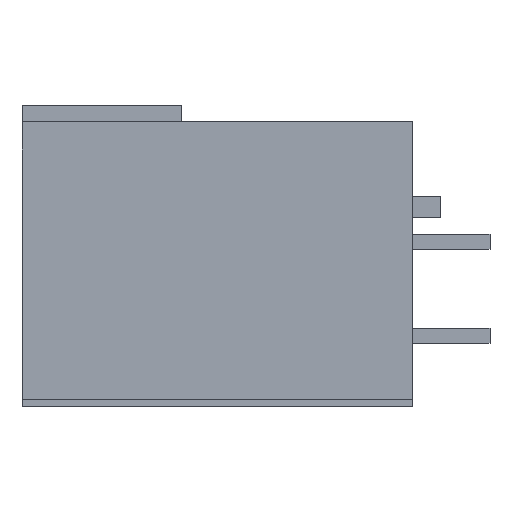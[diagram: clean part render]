
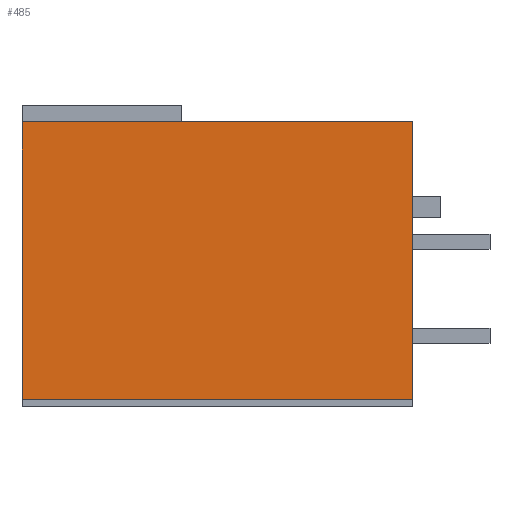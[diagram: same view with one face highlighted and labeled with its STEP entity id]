
A CAD part, left-side view. The second image highlights one B-rep face of the part: STEP entity #485.
In plain terms, the highlighted planar face has unit normal (-1, 0, 0).
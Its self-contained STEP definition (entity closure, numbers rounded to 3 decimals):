
#470 = VERTEX_POINT ( 'NONE', #2301 ) ;
#472 = EDGE_CURVE ( 'NONE', #470, #620, #2300, .T. ) ;
#485 = ADVANCED_FACE ( 'NONE', ( #2341 ), #2340, .F. ) ;
#486 = EDGE_LOOP ( 'NONE', ( #487, #714, #712, #715 ) ) ;
#487 = ORIENTED_EDGE ( 'NONE', *, *, #622, .T. ) ;
#620 = VERTEX_POINT ( 'NONE', #2608 ) ;
#622 = EDGE_CURVE ( 'NONE', #623, #620, #2607, .T. ) ;
#623 = VERTEX_POINT ( 'NONE', #2603 ) ;
#711 = EDGE_CURVE ( 'NONE', #713, #470, #2736, .T. ) ;
#712 = ORIENTED_EDGE ( 'NONE', *, *, #711, .F. ) ;
#713 = VERTEX_POINT ( 'NONE', #2732 ) ;
#714 = ORIENTED_EDGE ( 'NONE', *, *, #472, .F. ) ;
#715 = ORIENTED_EDGE ( 'NONE', *, *, #792, .T. ) ;
#792 = EDGE_CURVE ( 'NONE', #713, #623, #2874, .T. ) ;
#2297 = DIRECTION ( 'NONE',  ( 0., -1., 0. ) ) ;
#2298 = VECTOR ( 'NONE', #2297, 1000. ) ;
#2299 = CARTESIAN_POINT ( 'NONE',  ( -4.9, 16.6, 6.2 ) ) ;
#2300 = LINE ( 'NONE', #2299, #2298 ) ;
#2301 = CARTESIAN_POINT ( 'NONE',  ( -4.9, 16.6, 6.2 ) ) ;
#2336 = DIRECTION ( 'NONE',  ( 0., 0., -1. ) ) ;
#2337 = DIRECTION ( 'NONE',  ( 1., 0., 0. ) ) ;
#2338 = CARTESIAN_POINT ( 'NONE',  ( -4.9, 16.6, 6.2 ) ) ;
#2339 = AXIS2_PLACEMENT_3D ( 'NONE', #2338, #2337, #2336 ) ;
#2340 = PLANE ( 'NONE',  #2339 ) ;
#2341 = FACE_OUTER_BOUND ( 'NONE', #486, .T. ) ;
#2603 = CARTESIAN_POINT ( 'NONE',  ( -4.9, 0., -5.6 ) ) ;
#2604 = DIRECTION ( 'NONE',  ( 0., 0., 1. ) ) ;
#2605 = VECTOR ( 'NONE', #2604, 1000. ) ;
#2606 = CARTESIAN_POINT ( 'NONE',  ( -4.9, 0., 6.2 ) ) ;
#2607 = LINE ( 'NONE', #2606, #2605 ) ;
#2608 = CARTESIAN_POINT ( 'NONE',  ( -4.9, 0., 6.2 ) ) ;
#2732 = CARTESIAN_POINT ( 'NONE',  ( -4.9, 16.6, -5.6 ) ) ;
#2733 = DIRECTION ( 'NONE',  ( 0., 0., 1. ) ) ;
#2734 = VECTOR ( 'NONE', #2733, 1000. ) ;
#2735 = CARTESIAN_POINT ( 'NONE',  ( -4.9, 16.6, 6.2 ) ) ;
#2736 = LINE ( 'NONE', #2735, #2734 ) ;
#2871 = DIRECTION ( 'NONE',  ( 0., -1., 0. ) ) ;
#2872 = VECTOR ( 'NONE', #2871, 1000. ) ;
#2873 = CARTESIAN_POINT ( 'NONE',  ( -4.9, 16.6, -5.6 ) ) ;
#2874 = LINE ( 'NONE', #2873, #2872 ) ;
